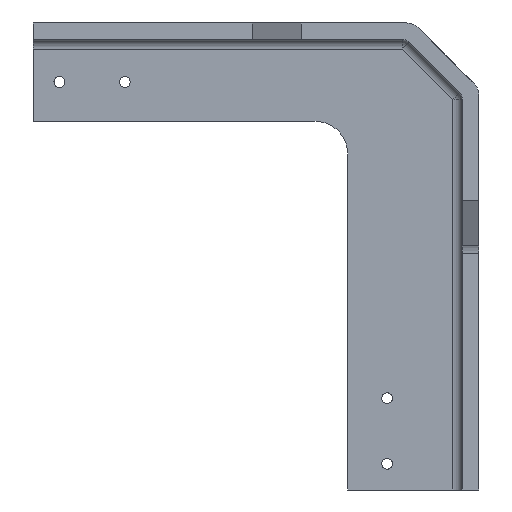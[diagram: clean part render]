
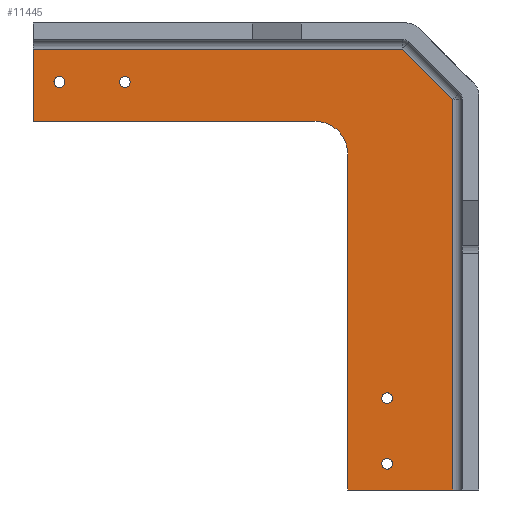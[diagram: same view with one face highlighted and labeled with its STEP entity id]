
A CAD part, front view. The second image highlights one B-rep face of the part: STEP entity #11445.
In plain terms, the highlighted planar face has unit normal (0, -1, 0).
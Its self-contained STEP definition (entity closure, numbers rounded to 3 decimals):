
#65 = VERTEX_POINT ( 'NONE', #10470 ) ;
#533 = CIRCLE ( 'NONE', #6346, 1.65 ) ;
#552 = VERTEX_POINT ( 'NONE', #10325 ) ;
#930 = VERTEX_POINT ( 'NONE', #5822 ) ;
#1098 = CARTESIAN_POINT ( 'NONE',  ( 86., 350., 112.5 ) ) ;
#1116 = CIRCLE ( 'NONE', #16982, 1.65 ) ;
#1208 = CARTESIAN_POINT ( 'NONE',  ( 108., 350., 29.65 ) ) ;
#1311 = CARTESIAN_POINT ( 'NONE',  ( 86., 350., 102.5 ) ) ;
#1449 = VECTOR ( 'NONE', #15110, 1000. ) ;
#1556 = CARTESIAN_POINT ( 'NONE',  ( 96., 350., 102.5 ) ) ;
#1746 = EDGE_LOOP ( 'NONE', ( #15311, #2983 ) ) ;
#2109 = ORIENTED_EDGE ( 'NONE', *, *, #4281, .F. ) ;
#2222 = VERTEX_POINT ( 'NONE', #8475 ) ;
#2320 = VECTOR ( 'NONE', #7308, 1000. ) ;
#2391 = CARTESIAN_POINT ( 'NONE',  ( 28., 350., 122.85 ) ) ;
#2802 = LINE ( 'NONE', #10697, #13036 ) ;
#2983 = ORIENTED_EDGE ( 'NONE', *, *, #4646, .F. ) ;
#2987 = VECTOR ( 'NONE', #16251, 1000. ) ;
#3089 = DIRECTION ( 'NONE',  ( 0., -1., 0. ) ) ;
#3263 = DIRECTION ( 'NONE',  ( 0., 0., 1. ) ) ;
#3507 = EDGE_CURVE ( 'NONE', #4272, #8227, #2802, .T. ) ;
#3508 = DIRECTION ( 'NONE',  ( 0., 0., 1. ) ) ;
#3579 = VERTEX_POINT ( 'NONE', #1098 ) ;
#3600 = LINE ( 'NONE', #13572, #1449 ) ;
#3635 = DIRECTION ( 'NONE',  ( 0., 0., 1. ) ) ;
#3665 = EDGE_LOOP ( 'NONE', ( #13793, #3873 ) ) ;
#3728 = CARTESIAN_POINT ( 'NONE',  ( 8., 350., 126.15 ) ) ;
#3826 = VERTEX_POINT ( 'NONE', #12551 ) ;
#3873 = ORIENTED_EDGE ( 'NONE', *, *, #5558, .F. ) ;
#4154 = DIRECTION ( 'NONE',  ( 0., 0., 1. ) ) ;
#4245 = DIRECTION ( 'NONE',  ( 0., -1., 0. ) ) ;
#4272 = VERTEX_POINT ( 'NONE', #5240 ) ;
#4281 = EDGE_CURVE ( 'NONE', #6151, #3826, #8878, .T. ) ;
#4445 = DIRECTION ( 'NONE',  ( 0., -1., 0. ) ) ;
#4610 = DIRECTION ( 'NONE',  ( 0., 0., 1. ) ) ;
#4646 = EDGE_CURVE ( 'NONE', #9457, #65, #10079, .T. ) ;
#4776 = LINE ( 'NONE', #14440, #8801 ) ;
#4857 = ORIENTED_EDGE ( 'NONE', *, *, #15272, .T. ) ;
#4874 = LINE ( 'NONE', #9878, #2320 ) ;
#5000 = AXIS2_PLACEMENT_3D ( 'NONE', #17190, #14392, #3508 ) ;
#5082 = DIRECTION ( 'NONE',  ( 0., 0., 1. ) ) ;
#5133 = DIRECTION ( 'NONE',  ( 0., -1., 0. ) ) ;
#5240 = CARTESIAN_POINT ( 'NONE',  ( 112.686, 350., 134.5 ) ) ;
#5505 = EDGE_CURVE ( 'NONE', #11396, #13244, #9430, .T. ) ;
#5558 = EDGE_CURVE ( 'NONE', #13244, #11396, #14756, .T. ) ;
#5581 = DIRECTION ( 'NONE',  ( 0., 0., 1. ) ) ;
#5822 = CARTESIAN_POINT ( 'NONE',  ( 96., 350., 0. ) ) ;
#5985 = FACE_BOUND ( 'NONE', #16352, .T. ) ;
#6080 = DIRECTION ( 'NONE',  ( 0., -1., 0. ) ) ;
#6151 = VERTEX_POINT ( 'NONE', #1208 ) ;
#6220 = EDGE_CURVE ( 'NONE', #3826, #6151, #8750, .T. ) ;
#6346 = AXIS2_PLACEMENT_3D ( 'NONE', #11913, #4245, #12332 ) ;
#6632 = AXIS2_PLACEMENT_3D ( 'NONE', #10532, #14746, #3635 ) ;
#7225 = CARTESIAN_POINT ( 'NONE',  ( 8., 350., 124.5 ) ) ;
#7308 = DIRECTION ( 'NONE',  ( 0., 0., 1. ) ) ;
#7390 = CARTESIAN_POINT ( 'NONE',  ( 96., 350., 0. ) ) ;
#7448 = EDGE_LOOP ( 'NONE', ( #13092, #10761 ) ) ;
#7710 = CIRCLE ( 'NONE', #8760, 1.65 ) ;
#7871 = CARTESIAN_POINT ( 'NONE',  ( 108., 350., 28. ) ) ;
#8227 = VERTEX_POINT ( 'NONE', #13762 ) ;
#8455 = ORIENTED_EDGE ( 'NONE', *, *, #6220, .F. ) ;
#8475 = CARTESIAN_POINT ( 'NONE',  ( 128., 350., 0. ) ) ;
#8702 = AXIS2_PLACEMENT_3D ( 'NONE', #1311, #16268, #5581 ) ;
#8750 = CIRCLE ( 'NONE', #9186, 1.65 ) ;
#8760 = AXIS2_PLACEMENT_3D ( 'NONE', #12665, #3089, #3263 ) ;
#8801 = VECTOR ( 'NONE', #17174, 1000. ) ;
#8866 = DIRECTION ( 'NONE',  ( 0., 0., -1. ) ) ;
#8878 = CIRCLE ( 'NONE', #13055, 1.65 ) ;
#8913 = PLANE ( 'NONE',  #5000 ) ;
#8971 = EDGE_CURVE ( 'NONE', #11544, #930, #10142, .T. ) ;
#9166 = EDGE_CURVE ( 'NONE', #65, #9457, #533, .T. ) ;
#9186 = AXIS2_PLACEMENT_3D ( 'NONE', #10862, #10989, #4154 ) ;
#9430 = CIRCLE ( 'NONE', #13528, 1.65 ) ;
#9457 = VERTEX_POINT ( 'NONE', #16969 ) ;
#9878 = CARTESIAN_POINT ( 'NONE',  ( 128., 350., 0. ) ) ;
#9942 = EDGE_CURVE ( 'NONE', #14407, #14897, #7710, .T. ) ;
#10050 = FACE_BOUND ( 'NONE', #1746, .T. ) ;
#10079 = CIRCLE ( 'NONE', #6632, 1.65 ) ;
#10117 = EDGE_CURVE ( 'NONE', #15269, #4272, #4776, .T. ) ;
#10142 = LINE ( 'NONE', #7390, #17162 ) ;
#10177 = EDGE_CURVE ( 'NONE', #14897, #14407, #1116, .T. ) ;
#10325 = CARTESIAN_POINT ( 'NONE',  ( 0., 350., 112.5 ) ) ;
#10339 = ORIENTED_EDGE ( 'NONE', *, *, #10117, .T. ) ;
#10408 = ORIENTED_EDGE ( 'NONE', *, *, #14451, .T. ) ;
#10419 = CARTESIAN_POINT ( 'NONE',  ( 28., 350., 126.15 ) ) ;
#10470 = CARTESIAN_POINT ( 'NONE',  ( 108., 350., 6.35 ) ) ;
#10532 = CARTESIAN_POINT ( 'NONE',  ( 108., 350., 8. ) ) ;
#10697 = CARTESIAN_POINT ( 'NONE',  ( 0., 350., 134.5 ) ) ;
#10761 = ORIENTED_EDGE ( 'NONE', *, *, #10177, .F. ) ;
#10808 = ORIENTED_EDGE ( 'NONE', *, *, #3507, .T. ) ;
#10862 = CARTESIAN_POINT ( 'NONE',  ( 108., 350., 28. ) ) ;
#10989 = DIRECTION ( 'NONE',  ( 0., -1., 0. ) ) ;
#11220 = DIRECTION ( 'NONE',  ( 0., 0., 1. ) ) ;
#11387 = ORIENTED_EDGE ( 'NONE', *, *, #12165, .F. ) ;
#11396 = VERTEX_POINT ( 'NONE', #13023 ) ;
#11445 = ADVANCED_FACE ( 'NONE', ( #17297, #13690, #14956, #10050, #5985 ), #8913, .F. ) ;
#11544 = VERTEX_POINT ( 'NONE', #1556 ) ;
#11656 = CARTESIAN_POINT ( 'NONE',  ( 128., 350., 119.186 ) ) ;
#11755 = ORIENTED_EDGE ( 'NONE', *, *, #8971, .T. ) ;
#11837 = DIRECTION ( 'NONE',  ( -1., 0., 0. ) ) ;
#11913 = CARTESIAN_POINT ( 'NONE',  ( 108., 350., 8. ) ) ;
#12067 = CIRCLE ( 'NONE', #8702, 10. ) ;
#12165 = EDGE_CURVE ( 'NONE', #2222, #930, #12998, .T. ) ;
#12332 = DIRECTION ( 'NONE',  ( 0., 0., 1. ) ) ;
#12381 = ORIENTED_EDGE ( 'NONE', *, *, #17322, .T. ) ;
#12551 = CARTESIAN_POINT ( 'NONE',  ( 108., 350., 26.35 ) ) ;
#12665 = CARTESIAN_POINT ( 'NONE',  ( 28., 350., 124.5 ) ) ;
#12929 = DIRECTION ( 'NONE',  ( 0., 0., -1. ) ) ;
#12998 = LINE ( 'NONE', #14939, #2987 ) ;
#13023 = CARTESIAN_POINT ( 'NONE',  ( 8., 350., 122.85 ) ) ;
#13036 = VECTOR ( 'NONE', #11837, 1000. ) ;
#13055 = AXIS2_PLACEMENT_3D ( 'NONE', #7871, #5133, #14714 ) ;
#13083 = VECTOR ( 'NONE', #8866, 1000. ) ;
#13092 = ORIENTED_EDGE ( 'NONE', *, *, #9942, .F. ) ;
#13244 = VERTEX_POINT ( 'NONE', #3728 ) ;
#13376 = DIRECTION ( 'NONE',  ( 0., -1., 0. ) ) ;
#13528 = AXIS2_PLACEMENT_3D ( 'NONE', #13909, #4445, #11220 ) ;
#13572 = CARTESIAN_POINT ( 'NONE',  ( 0., 350., 112.5 ) ) ;
#13690 = FACE_BOUND ( 'NONE', #3665, .T. ) ;
#13762 = CARTESIAN_POINT ( 'NONE',  ( 0., 350., 134.5 ) ) ;
#13793 = ORIENTED_EDGE ( 'NONE', *, *, #5505, .F. ) ;
#13909 = CARTESIAN_POINT ( 'NONE',  ( 8., 350., 124.5 ) ) ;
#14036 = EDGE_LOOP ( 'NONE', ( #11755, #11387, #12381, #10339, #10808, #4857, #15433, #10408 ) ) ;
#14392 = DIRECTION ( 'NONE',  ( 0., 1., 0. ) ) ;
#14407 = VERTEX_POINT ( 'NONE', #2391 ) ;
#14440 = CARTESIAN_POINT ( 'NONE',  ( 111.808, 350., 135.379 ) ) ;
#14451 = EDGE_CURVE ( 'NONE', #3579, #11544, #12067, .T. ) ;
#14557 = LINE ( 'NONE', #15707, #13083 ) ;
#14603 = CARTESIAN_POINT ( 'NONE',  ( 28., 350., 124.5 ) ) ;
#14714 = DIRECTION ( 'NONE',  ( 0., 0., 1. ) ) ;
#14746 = DIRECTION ( 'NONE',  ( 0., -1., 0. ) ) ;
#14756 = CIRCLE ( 'NONE', #15921, 1.65 ) ;
#14897 = VERTEX_POINT ( 'NONE', #10419 ) ;
#14939 = CARTESIAN_POINT ( 'NONE',  ( 0., 350., 0. ) ) ;
#14956 = FACE_BOUND ( 'NONE', #7448, .T. ) ;
#15110 = DIRECTION ( 'NONE',  ( 1., 0., 0. ) ) ;
#15269 = VERTEX_POINT ( 'NONE', #11656 ) ;
#15272 = EDGE_CURVE ( 'NONE', #8227, #552, #14557, .T. ) ;
#15311 = ORIENTED_EDGE ( 'NONE', *, *, #9166, .F. ) ;
#15433 = ORIENTED_EDGE ( 'NONE', *, *, #17621, .T. ) ;
#15707 = CARTESIAN_POINT ( 'NONE',  ( 0., 350., 134.5 ) ) ;
#15921 = AXIS2_PLACEMENT_3D ( 'NONE', #7225, #6080, #4610 ) ;
#16251 = DIRECTION ( 'NONE',  ( -1., 0., 0. ) ) ;
#16268 = DIRECTION ( 'NONE',  ( 0., 1., 0. ) ) ;
#16352 = EDGE_LOOP ( 'NONE', ( #8455, #2109 ) ) ;
#16969 = CARTESIAN_POINT ( 'NONE',  ( 108., 350., 9.65 ) ) ;
#16982 = AXIS2_PLACEMENT_3D ( 'NONE', #14603, #13376, #5082 ) ;
#17162 = VECTOR ( 'NONE', #12929, 1000. ) ;
#17174 = DIRECTION ( 'NONE',  ( -0.707, 0., 0.707 ) ) ;
#17190 = CARTESIAN_POINT ( 'NONE',  ( 0., 350., 0. ) ) ;
#17297 = FACE_OUTER_BOUND ( 'NONE', #14036, .T. ) ;
#17322 = EDGE_CURVE ( 'NONE', #2222, #15269, #4874, .T. ) ;
#17621 = EDGE_CURVE ( 'NONE', #552, #3579, #3600, .T. ) ;
